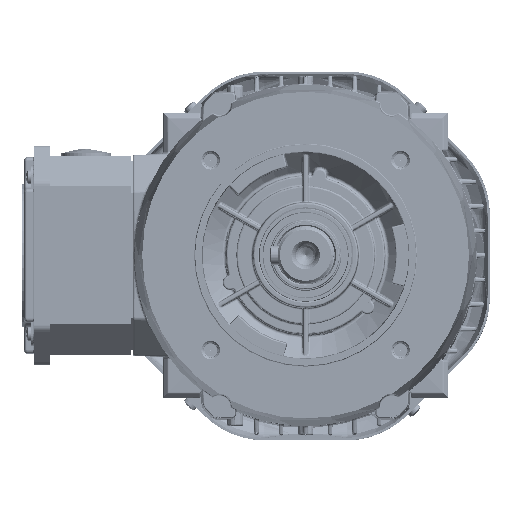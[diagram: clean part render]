
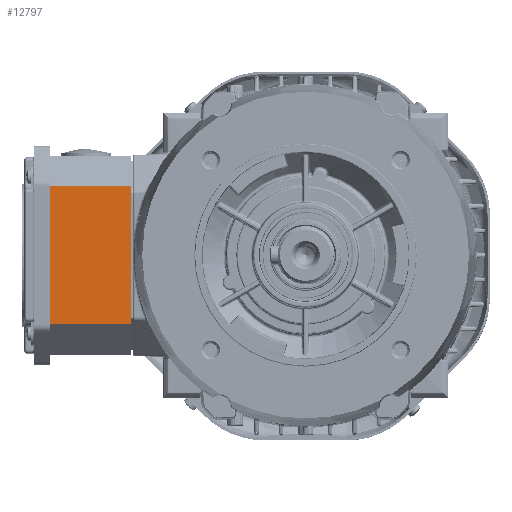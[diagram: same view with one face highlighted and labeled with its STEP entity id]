
A CAD part, top view. The second image highlights one B-rep face of the part: STEP entity #12797.
In plain terms, the highlighted planar face has unit normal (0, 0, 1).
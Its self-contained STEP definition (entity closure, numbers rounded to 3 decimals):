
#12797=ADVANCED_FACE('3-0-10545',(#20779),#18870,.T.);
#18870=PLANE('',#111359);
#20779=FACE_OUTER_BOUND('',#27406,.T.);
#27406=EDGE_LOOP('',(#37834,#37835,#37836,#37837));
#37834=ORIENTED_EDGE('',*,*,#77456,.T.);
#37835=ORIENTED_EDGE('',*,*,#77432,.F.);
#37836=ORIENTED_EDGE('',*,*,#77457,.T.);
#37837=ORIENTED_EDGE('',*,*,#77445,.T.);
#66271=VERTEX_POINT('',#157407);
#66278=VERTEX_POINT('',#157420);
#66288=VERTEX_POINT('',#157451);
#66289=VERTEX_POINT('',#157453);
#77432=EDGE_CURVE('',#66278,#66271,#100182,.T.);
#77445=EDGE_CURVE('',#66289,#66288,#100194,.T.);
#77456=EDGE_CURVE('',#66288,#66271,#100205,.T.);
#77457=EDGE_CURVE('',#66278,#66289,#100206,.T.);
#100182=LINE('',#157421,#105357);
#100194=LINE('',#157452,#105369);
#100205=LINE('',#157471,#105380);
#100206=LINE('',#157473,#105381);
#105357=VECTOR('',#127063,1.);
#105369=VECTOR('',#127085,1.);
#105380=VECTOR('',#127100,1.);
#105381=VECTOR('',#127103,1.);
#111359=AXIS2_PLACEMENT_3D('',#157474,#127104,#127105);
#127063=DIRECTION('',(0.,-1.,0.));
#127085=DIRECTION('',(0.,-1.,0.));
#127100=DIRECTION('',(1.,0.,0.));
#127103=DIRECTION('',(-1.,0.,0.));
#127104=DIRECTION('',(0.,0.,1.));
#127105=DIRECTION('',(0.,-1.,0.));
#157407=CARTESIAN_POINT('',(-75.,-29.625,28.5));
#157420=CARTESIAN_POINT('',(-75.,29.625,28.5));
#157421=CARTESIAN_POINT('',(-75.,29.625,28.5));
#157451=CARTESIAN_POINT('',(-110.5,-29.625,28.5));
#157452=CARTESIAN_POINT('',(-110.5,29.625,28.5));
#157453=CARTESIAN_POINT('',(-110.5,29.625,28.5));
#157471=CARTESIAN_POINT('',(-110.5,-29.625,28.5));
#157473=CARTESIAN_POINT('',(-75.,29.625,28.5));
#157474=CARTESIAN_POINT('',(-111.5,39.5,28.5));
